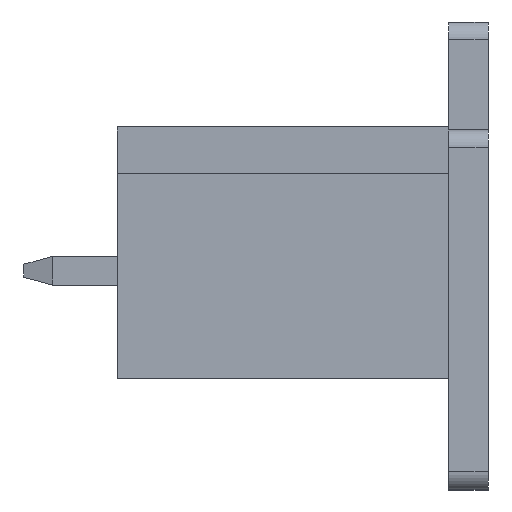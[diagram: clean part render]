
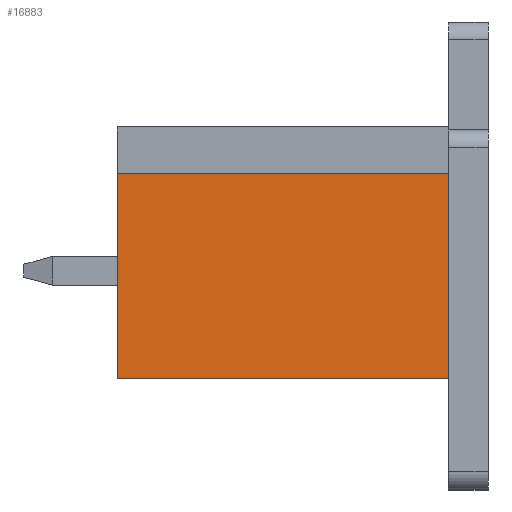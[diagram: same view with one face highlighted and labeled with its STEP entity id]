
A CAD part, left-side view. The second image highlights one B-rep face of the part: STEP entity #16883.
In plain terms, the highlighted planar face has unit normal (-1, 0, 0).
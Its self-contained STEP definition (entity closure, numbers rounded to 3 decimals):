
#4231=ORIENTED_EDGE('',*,*,#7106,.F.);
#4232=ORIENTED_EDGE('',*,*,#7203,.F.);
#4233=ORIENTED_EDGE('',*,*,#7079,.F.);
#4234=ORIENTED_EDGE('',*,*,#7021,.F.);
#7021=EDGE_CURVE('',#8867,#8868,#10893,.T.);
#7079=EDGE_CURVE('',#8868,#8919,#10939,.T.);
#7106=EDGE_CURVE('',#8939,#8867,#10962,.T.);
#7203=EDGE_CURVE('',#8919,#8939,#11056,.T.);
#8867=VERTEX_POINT('',#26090);
#8868=VERTEX_POINT('',#26092);
#8919=VERTEX_POINT('',#26205);
#8939=VERTEX_POINT('',#26256);
#10893=LINE('',#26091,#13048);
#10939=LINE('',#26204,#13094);
#10962=LINE('',#26257,#13117);
#11056=LINE('',#26452,#13211);
#13048=VECTOR('',#21292,1000.);
#13094=VECTOR('',#21370,1000.);
#13117=VECTOR('',#21411,1000.);
#13211=VECTOR('',#21607,1000.);
#14351=EDGE_LOOP('',(#4231,#4232,#4233,#4234));
#15292=FACE_BOUND('',#14351,.T.);
#16085=PLANE('',#17942);
#16883=ADVANCED_FACE('',(#15292),#16085,.F.);
#17942=AXIS2_PLACEMENT_3D('',#26453,#21608,#21609);
#21292=DIRECTION('',(0.,1.,0.));
#21370=DIRECTION('',(0.,0.,1.));
#21411=DIRECTION('',(0.,0.,-1.));
#21607=DIRECTION('',(0.,-1.,0.));
#21608=DIRECTION('',(1.,0.,0.));
#21609=DIRECTION('',(0.,0.,-1.));
#26090=CARTESIAN_POINT('',(-27.955,0.,-3.5));
#26091=CARTESIAN_POINT('',(-27.955,0.,-3.5));
#26092=CARTESIAN_POINT('',(-27.955,9.2,-3.5));
#26204=CARTESIAN_POINT('',(-27.955,9.2,-3.5));
#26205=CARTESIAN_POINT('',(-27.955,9.2,2.2));
#26256=CARTESIAN_POINT('',(-27.955,0.,2.2));
#26257=CARTESIAN_POINT('',(-27.955,0.,2.2));
#26452=CARTESIAN_POINT('',(-27.955,9.2,2.2));
#26453=CARTESIAN_POINT('',(-27.955,0.,0.));
